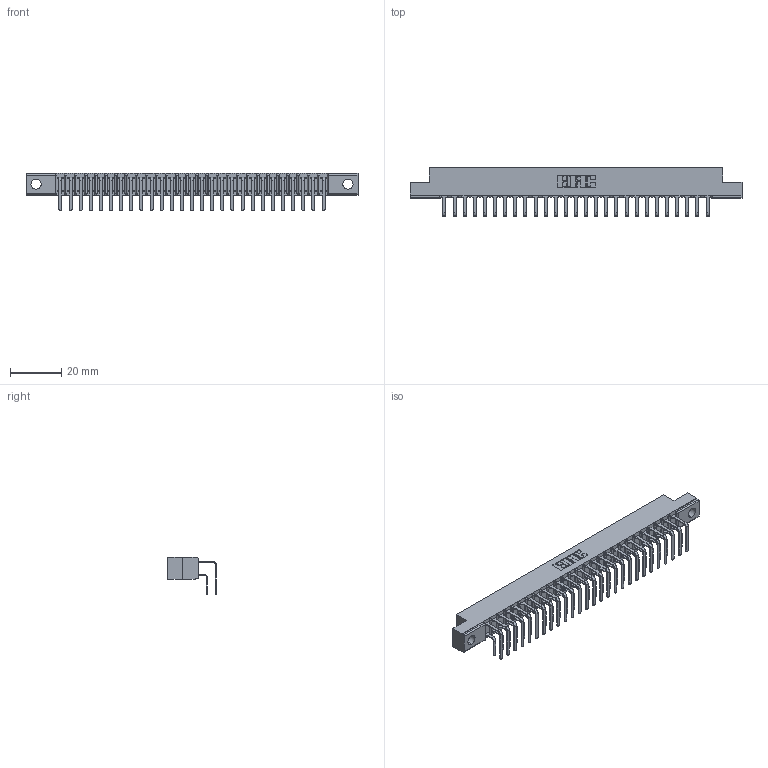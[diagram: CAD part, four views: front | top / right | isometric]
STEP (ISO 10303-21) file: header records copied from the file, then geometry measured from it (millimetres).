
FILE_DESCRIPTION (( 'STEP AP203' ), '1' );
FILE_NAME ('357-054-558-202.STEP', '2019-09-19T04:13:58', ( '' ), ( '' ), 'SwSTEP 2.0', 'SolidWorks 2016', '' );
FILE_SCHEMA (( 'CONFIG_CONTROL_DESIGN' ));
Length unit declared in the file: inch
Products named in the file (4): 307-290-001_558 559 - 1 (Single); 357-054-558-202; 307 Part_.128 Dia Mounting Holes; 307-290-001_558 - 2 (Single)
Assembly tree (55 placements, depth 2):
  357-054-558-202
    307 Part_.128 Dia Mounting Holes
    307-290-001_558 559 - 1 (Single)  x27
    307-290-001_558 - 2 (Single)  x27
Bounding box: 130 x 18.96 x 14.81 mm (x, y, z)
Volume: 8654.2 mm3; surface area: 16740.6 mm2
Topology: 55 solids, 55 shells, 2846 faces, 7991 edges, 5178 vertices
Faces by surface type: plane 1852, cylinder 938, sphere 56
Entity records: 27309 total; most frequent: CARTESIAN_POINT 4473, ORIENTED_EDGE 4430, DIRECTION 4387, EDGE_CURVE 2215, LINE 1691, VECTOR 1691, VERTEX_POINT 1434, AXIS2_PLACEMENT_3D 1348
